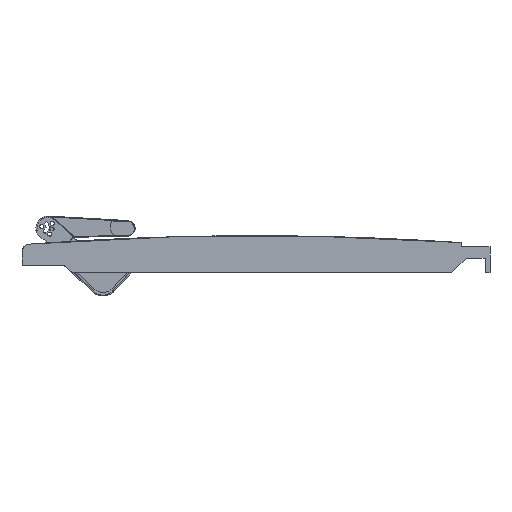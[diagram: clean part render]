
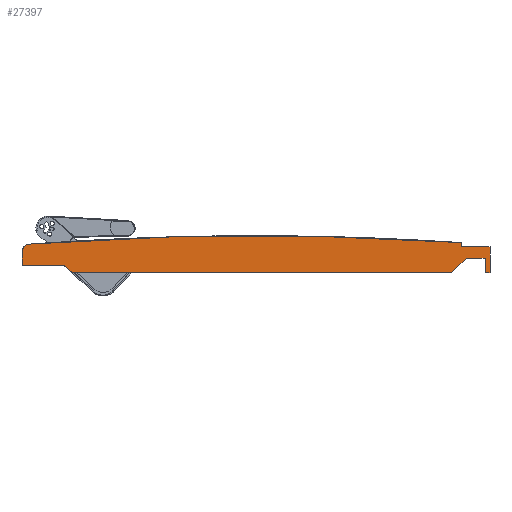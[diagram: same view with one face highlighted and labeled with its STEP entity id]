
A CAD part, front view. The second image highlights one B-rep face of the part: STEP entity #27397.
In plain terms, the highlighted planar face has unit normal (0, -1, 0.009).
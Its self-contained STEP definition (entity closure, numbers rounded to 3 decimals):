
#20589=DIRECTION('',(0.,0.009,1.));
#20590=VECTOR('',#20589,32.501);
#20591=CARTESIAN_POINT('',(528.083,-311.998,
60.296));
#20592=LINE('',#20591,#20590);
#21049=DIRECTION('',(1.,0.,0.));
#21050=VECTOR('',#21049,23.947);
#21051=CARTESIAN_POINT('',(497.981,-311.843,
78.046));
#21052=LINE('',#21051,#21050);
#21063=DIRECTION('',(0.705,0.006,0.71));
#21064=VECTOR('',#21063,25.72);
#21065=CARTESIAN_POINT('',(479.859,-312.003,
59.796));
#21066=LINE('',#21065,#21064);
#21077=DIRECTION('',(1.,0.,0.));
#21078=VECTOR('',#21077,478.388);
#21079=CARTESIAN_POINT('',(1.47,-312.003,
59.796));
#21080=LINE('',#21079,#21078);
#21105=DIRECTION('',(-0.731,0.006,0.682));
#21106=VECTOR('',#21105,13.93);
#21107=CARTESIAN_POINT('',(1.47,-312.003,
59.796));
#21108=LINE('',#21107,#21106);
#21112=CARTESIAN_POINT('',(-61.754,-311.757,
87.981));
#21113=CARTESIAN_POINT('',(-61.291,-311.735,
90.515));
#21114=CARTESIAN_POINT('',(-58.944,-311.704,
94.002));
#21115=CARTESIAN_POINT('',(-55.227,-311.687,
95.965));
#21116=CARTESIAN_POINT('',(-52.658,-311.685,
96.155));
#21121=CARTESIAN_POINT('',(-52.658,-311.685,
96.155));
#21122=CARTESIAN_POINT('',(128.878,-311.568,
109.643));
#21123=CARTESIAN_POINT('',(310.458,-311.562,
110.274));
#21124=CARTESIAN_POINT('',(492.083,-311.669,
98.049));
#21129=DIRECTION('',(0.,-0.009,-1.));
#21130=VECTOR('',#21129,5.253);
#21131=CARTESIAN_POINT('',(492.083,-311.669,
98.049));
#21132=LINE('',#21131,#21130);
#21136=DIRECTION('',(-1.,0.,0.));
#21137=VECTOR('',#21136,5.845);
#21138=CARTESIAN_POINT('',(528.083,-311.998,
60.296));
#21139=LINE('',#21138,#21137);
#21143=DIRECTION('',(-0.017,0.009,1.));
#21144=VECTOR('',#21143,17.753);
#21145=CARTESIAN_POINT('',(522.238,-311.998,
60.296));
#21146=LINE('',#21145,#21144);
#21185=DIRECTION('',(1.,0.,0.));
#21186=VECTOR('',#21185,53.2);
#21187=CARTESIAN_POINT('',(-61.917,-311.92,
69.296));
#21188=LINE('',#21187,#21186);
#25372=DIRECTION('',(-0.009,-0.009,-1.));
#25373=VECTOR('',#25372,18.687);
#25374=CARTESIAN_POINT('',(-61.754,-311.757,
87.981));
#25375=LINE('',#25374,#25373);
#25379=DIRECTION('',(-1.,0.,0.));
#25380=VECTOR('',#25379,36.);
#25381=CARTESIAN_POINT('',(528.083,-311.715,
92.796));
#25382=LINE('',#25381,#25380);
#26334=CARTESIAN_POINT('',(528.083,-311.998,
60.296));
#26335=VERTEX_POINT('',#26334);
#26336=CARTESIAN_POINT('',(528.083,-311.715,
92.796));
#26337=VERTEX_POINT('',#26336);
#26385=CARTESIAN_POINT('',(522.238,-311.998,
60.296));
#26386=VERTEX_POINT('',#26385);
#26387=CARTESIAN_POINT('',(521.928,-311.844,
78.046));
#26388=VERTEX_POINT('',#26387);
#26389=CARTESIAN_POINT('',(497.981,-311.843,
78.046));
#26390=VERTEX_POINT('',#26389);
#26391=CARTESIAN_POINT('',(479.859,-312.003,
59.796));
#26392=VERTEX_POINT('',#26391);
#26393=CARTESIAN_POINT('',(1.47,-312.003,
59.796));
#26394=VERTEX_POINT('',#26393);
#26395=CARTESIAN_POINT('',(-8.717,-311.92,
69.296));
#26396=VERTEX_POINT('',#26395);
#26397=CARTESIAN_POINT('',(-61.917,-311.92,
69.296));
#26398=VERTEX_POINT('',#26397);
#26399=CARTESIAN_POINT('',(-61.754,-311.757,
87.981));
#26400=VERTEX_POINT('',#26399);
#26401=VERTEX_POINT('',#21116);
#26402=VERTEX_POINT('',#21124);
#26403=CARTESIAN_POINT('',(492.083,-311.715,
92.796));
#26404=VERTEX_POINT('',#26403);
#27370=CARTESIAN_POINT('',(-91.717,-312.007,
59.309));
#27371=DIRECTION('',(0.,-1.,0.009));
#27372=DIRECTION('',(1.,0.,0.));
#27373=AXIS2_PLACEMENT_3D('',#27370,#27371,#27372);
#27374=PLANE('',#27373);
#27375=ORIENTED_EDGE('',*,*,#27349,.F.);
#27376=ORIENTED_EDGE('',*,*,#27360,.F.);
#27378=ORIENTED_EDGE('',*,*,#27377,.T.);
#27380=ORIENTED_EDGE('',*,*,#27379,.F.);
#27382=ORIENTED_EDGE('',*,*,#27381,.F.);
#27384=ORIENTED_EDGE('',*,*,#27383,.T.);
#27386=ORIENTED_EDGE('',*,*,#27385,.T.);
#27388=ORIENTED_EDGE('',*,*,#27387,.T.);
#27390=ORIENTED_EDGE('',*,*,#27389,.F.);
#27391=ORIENTED_EDGE('',*,*,#27003,.F.);
#27392=ORIENTED_EDGE('',*,*,#27303,.T.);
#27393=ORIENTED_EDGE('',*,*,#27320,.T.);
#27394=ORIENTED_EDGE('',*,*,#27334,.F.);
#27395=EDGE_LOOP('',(#27375,#27376,#27378,#27380,#27382,#27384,#27386,#27388,
#27390,#27391,#27392,#27393,#27394));
#27396=FACE_OUTER_BOUND('',#27395,.F.);
#21117=B_SPLINE_CURVE_WITH_KNOTS('',3,(#21112,#21113,#21114,#21115,#21116),
.UNSPECIFIED.,.F.,.F.,(4,1,4),(0.,0.5,1.),.UNSPECIFIED.);
#21125=B_SPLINE_CURVE_WITH_KNOTS('',3,(#21121,#21122,#21123,#21124),
.UNSPECIFIED.,.F.,.F.,(4,4),(0.,1.),.UNSPECIFIED.);
#27003=EDGE_CURVE('',#26335,#26337,#20592,.T.);
#27303=EDGE_CURVE('',#26335,#26386,#21139,.T.);
#27320=EDGE_CURVE('',#26386,#26388,#21146,.T.);
#27334=EDGE_CURVE('',#26390,#26388,#21052,.T.);
#27349=EDGE_CURVE('',#26392,#26390,#21066,.T.);
#27360=EDGE_CURVE('',#26394,#26392,#21080,.T.);
#27377=EDGE_CURVE('',#26394,#26396,#21108,.T.);
#27379=EDGE_CURVE('',#26398,#26396,#21188,.T.);
#27381=EDGE_CURVE('',#26400,#26398,#25375,.T.);
#27383=EDGE_CURVE('',#26400,#26401,#21117,.T.);
#27385=EDGE_CURVE('',#26401,#26402,#21125,.T.);
#27387=EDGE_CURVE('',#26402,#26404,#21132,.T.);
#27389=EDGE_CURVE('',#26337,#26404,#25382,.T.);
#27397=ADVANCED_FACE('',(#27396),#27374,.T.);
